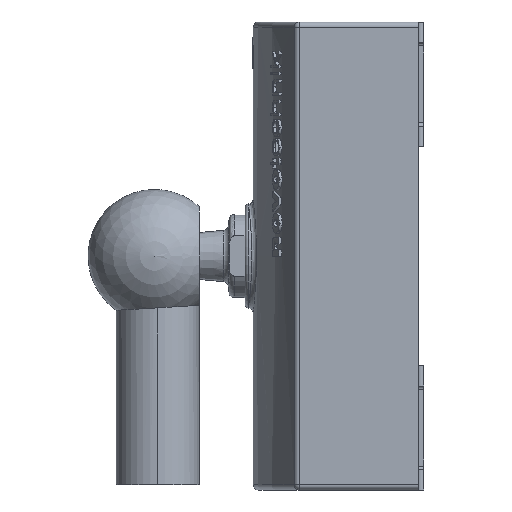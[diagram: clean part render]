
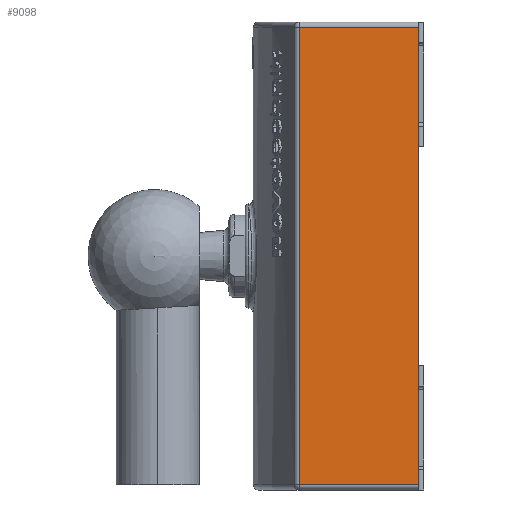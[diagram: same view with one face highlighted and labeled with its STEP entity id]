
A CAD part, left-side view. The second image highlights one B-rep face of the part: STEP entity #9098.
In plain terms, the highlighted planar face has unit normal (-1, 0, 0).
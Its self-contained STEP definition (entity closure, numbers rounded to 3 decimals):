
#3922 = PLANE ( 'NONE',  #48549 ) ;
#3924 = CARTESIAN_POINT ( 'NONE',  ( -18.7, -28.3, 45. ) ) ;
#3928 = FACE_OUTER_BOUND ( 'NONE', #26172, .T. ) ;
#3930 = DIRECTION ( 'NONE',  ( 1., 0., 0. ) ) ;
#3931 = DIRECTION ( 'NONE',  ( 0., 1., 0. ) ) ;
#6175 = ORIENTED_EDGE ( 'NONE', *, *, #21168, .T. ) ;
#6209 = ORIENTED_EDGE ( 'NONE', *, *, #21169, .T. ) ;
#6211 = ORIENTED_EDGE ( 'NONE', *, *, #21170, .T. ) ;
#6212 = ORIENTED_EDGE ( 'NONE', *, *, #12813, .F. ) ;
#6936 = VERTEX_POINT ( 'NONE', #40369 ) ;
#6941 = VERTEX_POINT ( 'NONE', #40366 ) ;
#9098 = ADVANCED_FACE ( 'NONE', ( #3928 ), #3922, .F. ) ;
#10272 = LINE ( 'NONE', #10277, #14703 ) ;
#10277 = CARTESIAN_POINT ( 'NONE',  ( -18.7, -28.3, 45. ) ) ;
#10278 = DIRECTION ( 'NONE',  ( 0., 0., -1. ) ) ;
#12131 = CARTESIAN_POINT ( 'NONE',  ( -18.7, -28.3, 0.5 ) ) ;
#12141 = LINE ( 'NONE', #12131, #18479 ) ;
#12142 = LINE ( 'NONE', #12148, #18496 ) ;
#12147 = DIRECTION ( 'NONE',  ( 0., -1., 0. ) ) ;
#12148 = CARTESIAN_POINT ( 'NONE',  ( -18.7, -16.792, 45. ) ) ;
#12149 = DIRECTION ( 'NONE',  ( 0., 0., -1. ) ) ;
#12150 = LINE ( 'NONE', #12151, #18483 ) ;
#12151 = CARTESIAN_POINT ( 'NONE',  ( -18.7, -16.469, 44.5 ) ) ;
#12152 = DIRECTION ( 'NONE',  ( 0., 1., 0. ) ) ;
#12813 = EDGE_CURVE ( 'NONE', #6936, #6941, #10272, .T. ) ;
#14703 = VECTOR ( 'NONE', #10278, 1000. ) ;
#18479 = VECTOR ( 'NONE', #12147, 1000. ) ;
#18483 = VECTOR ( 'NONE', #12152, 1000. ) ;
#18496 = VECTOR ( 'NONE', #12149, 1000. ) ;
#21168 = EDGE_CURVE ( 'NONE', #34164, #6941, #12141, .T. ) ;
#21169 = EDGE_CURVE ( 'NONE', #34168, #34164, #12142, .T. ) ;
#21170 = EDGE_CURVE ( 'NONE', #6936, #34168, #12150, .T. ) ;
#26172 = EDGE_LOOP ( 'NONE', ( #6212, #6211, #6209, #6175 ) ) ;
#33414 = CARTESIAN_POINT ( 'NONE',  ( -18.7, -16.792, 0.5 ) ) ;
#33418 = CARTESIAN_POINT ( 'NONE',  ( -18.7, -16.792, 44.5 ) ) ;
#34164 = VERTEX_POINT ( 'NONE', #33414 ) ;
#34168 = VERTEX_POINT ( 'NONE', #33418 ) ;
#40366 = CARTESIAN_POINT ( 'NONE',  ( -18.7, -28.3, 0.5 ) ) ;
#40369 = CARTESIAN_POINT ( 'NONE',  ( -18.7, -28.3, 44.5 ) ) ;
#48549 = AXIS2_PLACEMENT_3D ( 'NONE', #3924, #3930, #3931 ) ;
